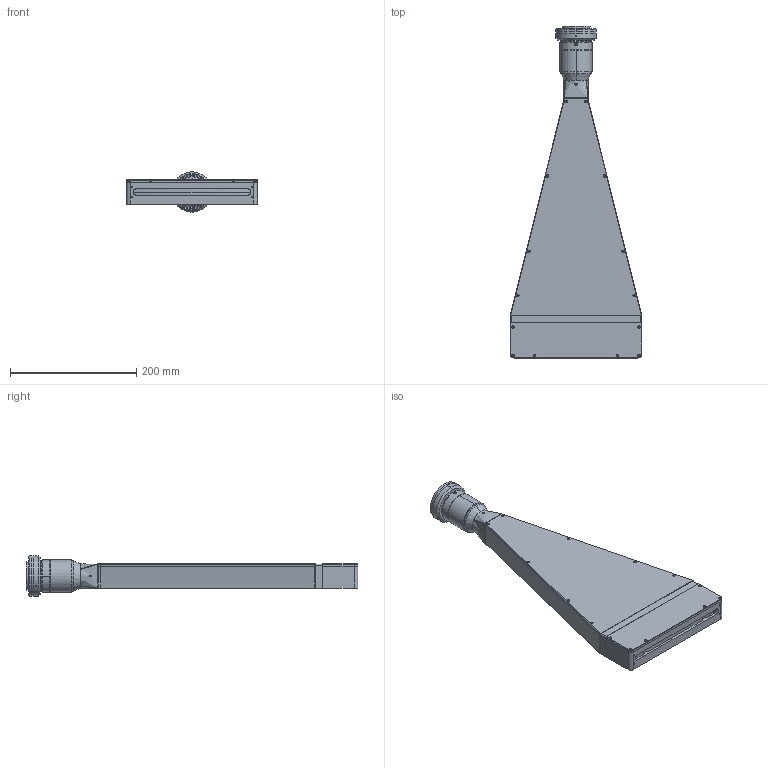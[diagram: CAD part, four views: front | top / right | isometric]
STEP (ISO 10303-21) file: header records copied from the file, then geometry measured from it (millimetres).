
FILE_DESCRIPTION (( 'STEP AP214' ), '1' );
FILE_NAME ('DW71530.STEP', '2014-05-20T10:14:53', ( 'piermario' ), ( '' ), 'SwSTEP 2.0', 'SolidWorks 2013', '' );
FILE_SCHEMA (( 'AUTOMOTIVE_DESIGN' ));
Length unit declared in the file: millimetre
Products named in the file (1): DW71530
Bounding box: 208 x 526.71 x 64 mm (x, y, z)
Surface area: 264115.3 mm2 (no closed solid volume)
Topology: 0 solids, 27 shells, 259 faces, 1050 edges, 802 vertices
Faces by surface type: cylinder 117, plane 94, cone 32, torus 8, bspline 6, sphere 2
Entity records: 15605 total; most frequent: CARTESIAN_POINT 3852, DIRECTION 1961, ORIENTED_EDGE 1528, EDGE_CURVE 1050, VERTEX_POINT 802, AXIS2_PLACEMENT_3D 725, LINE 511, VECTOR 511
